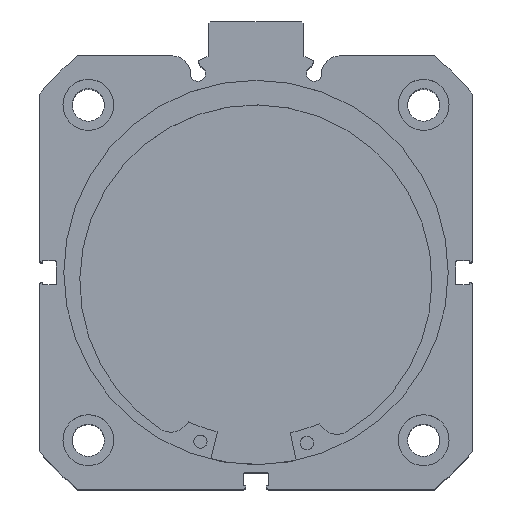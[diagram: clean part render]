
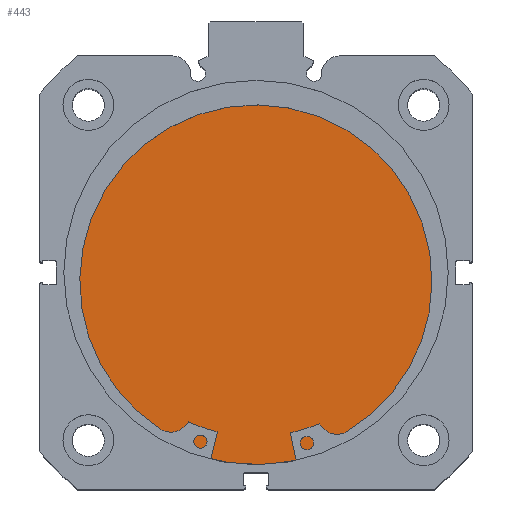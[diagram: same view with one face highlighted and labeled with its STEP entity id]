
A CAD part, top view. The second image highlights one B-rep face of the part: STEP entity #443.
In plain terms, the highlighted face is planar.
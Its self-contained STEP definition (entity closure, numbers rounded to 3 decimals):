
#443 = ADVANCED_FACE ( 'NONE', ( #4455 ), #1307, .F. ) ;
#629 = VERTEX_POINT ( 'NONE', #1841 ) ;
#634 = VERTEX_POINT ( 'NONE', #1846 ) ;
#1306 = CARTESIAN_POINT ( 'NONE',  ( 13., 51., 0. ) ) ;
#1307 = PLANE ( 'NONE',  #6580 ) ;
#1308 = DIRECTION ( 'NONE',  ( -1., 0., 0. ) ) ;
#1309 = DIRECTION ( 'NONE',  ( 0., 0., 1. ) ) ;
#1841 = CARTESIAN_POINT ( 'NONE',  ( 13., 0., -51. ) ) ;
#1846 = CARTESIAN_POINT ( 'NONE',  ( 13., 0., 51. ) ) ;
#3092 = CARTESIAN_POINT ( 'NONE',  ( 13., 0., 0. ) ) ;
#3098 = DIRECTION ( 'NONE',  ( -1., 0., 0. ) ) ;
#3099 = DIRECTION ( 'NONE',  ( 0., 0., 1. ) ) ;
#3110 = CARTESIAN_POINT ( 'NONE',  ( 13., 0., 0. ) ) ;
#3554 = CIRCLE ( 'NONE', #6895, 51. ) ;
#3567 = CIRCLE ( 'NONE', #6899, 51. ) ;
#3658 = DIRECTION ( 'NONE',  ( -1., 0., 0. ) ) ;
#3659 = DIRECTION ( 'NONE',  ( 0., 0., 1. ) ) ;
#3978 = EDGE_LOOP ( 'NONE', ( #4968, #4996 ) ) ;
#4455 = FACE_OUTER_BOUND ( 'NONE', #3978, .T. ) ;
#4968 = ORIENTED_EDGE ( 'NONE', *, *, #6416, .F. ) ;
#4996 = ORIENTED_EDGE ( 'NONE', *, *, #6407, .F. ) ;
#6407 = EDGE_CURVE ( 'NONE', #629, #634, #3554, .T. ) ;
#6416 = EDGE_CURVE ( 'NONE', #634, #629, #3567, .T. ) ;
#6580 = AXIS2_PLACEMENT_3D ( 'NONE', #1306, #1308, #1309 ) ;
#6895 = AXIS2_PLACEMENT_3D ( 'NONE', #3092, #3098, #3099 ) ;
#6899 = AXIS2_PLACEMENT_3D ( 'NONE', #3110, #3658, #3659 ) ;
